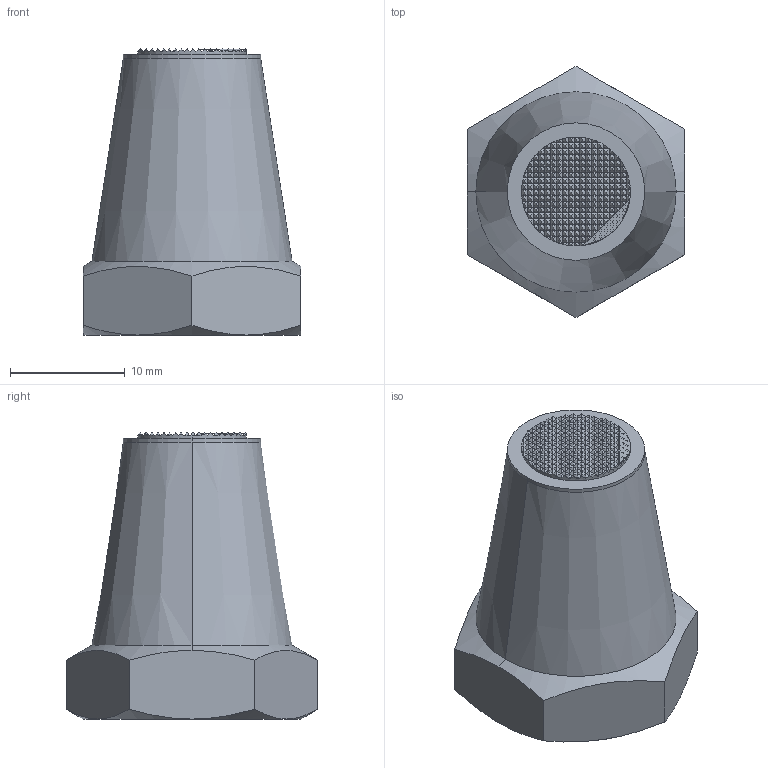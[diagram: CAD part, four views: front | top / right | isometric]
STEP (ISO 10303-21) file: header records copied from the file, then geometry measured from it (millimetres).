
FILE_DESCRIPTION (( 'STEP AP203' ), '1' );
FILE_NAME ('bj810-12025-s.STEP', '2021-10-25T00:30:39', ( '' ), ( '' ), 'SwSTEP 2.0', 'SolidWorks 2020', '' );
FILE_SCHEMA (( 'CONFIG_CONTROL_DESIGN' ));
Length unit declared in the file: millimetre
Products named in the file (1): bj810-12025-s
Bounding box: 19 x 21.94 x 24.98 mm (x, y, z)
Volume: 3851.9 mm3; surface area: 2167.6 mm2
Topology: 1 solids, 1 shells, 653 faces, 1937 edges, 1288 vertices
Faces by surface type: plane 637, cone 10, cylinder 6
Entity records: 21566 total; most frequent: CARTESIAN_POINT 4514, ORIENTED_EDGE 3874, DIRECTION 3078, EDGE_CURVE 1937, VECTOR 1734, LINE 1734, VERTEX_POINT 1288, AXIS2_PLACEMENT_3D 672
